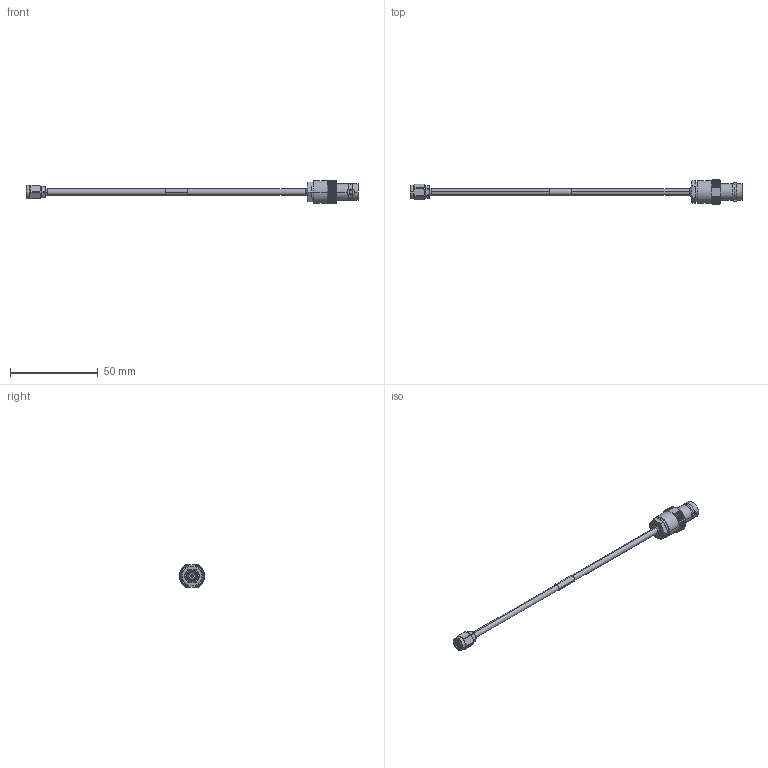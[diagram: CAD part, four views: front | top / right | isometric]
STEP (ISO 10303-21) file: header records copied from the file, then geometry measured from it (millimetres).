
FILE_DESCRIPTION (( 'STEP AP214' ), '1' );
FILE_NAME ('LCCA30400.step', '2020-05-01T17:07:14', ( '' ), ( '' ), 'SwSTEP 2.0', 'SolidWorks 2018', '' );
FILE_SCHEMA (( 'AUTOMOTIVE_DESIGN' ));
Length unit declared in the file: inch
Products named in the file (7): solder plug left^LCCA30400; LC141TB (141 FORMABLE); LCCA30400; LCCN3043; 1AW01-003_.152 ID; solder plug right^LCCA30400; LCCN3040
Assembly tree (6 placements, depth 2):
  LCCA30400
    LC141TB (141 FORMABLE)
    LCCN3043
    solder plug left^LCCA30400
    1AW01-003_.152 ID
    LCCN3040
    solder plug right^LCCA30400
Bounding box: 188.84 x 14.48 x 12.95 mm (x, y, z)
Volume: 4444.6 mm3; surface area: 4479 mm2
Topology: 7 solids, 7 shells, 483 faces, 1101 edges, 642 vertices
Faces by surface type: plane 192, cone 157, cylinder 119, torus 8, sphere 4, bspline 3
Entity records: 15776 total; most frequent: CARTESIAN_POINT 4318, ORIENTED_EDGE 2202, DIRECTION 2155, EDGE_CURVE 1101, AXIS2_PLACEMENT_3D 911, VERTEX_POINT 642, EDGE_LOOP 499, ADVANCED_FACE 483
